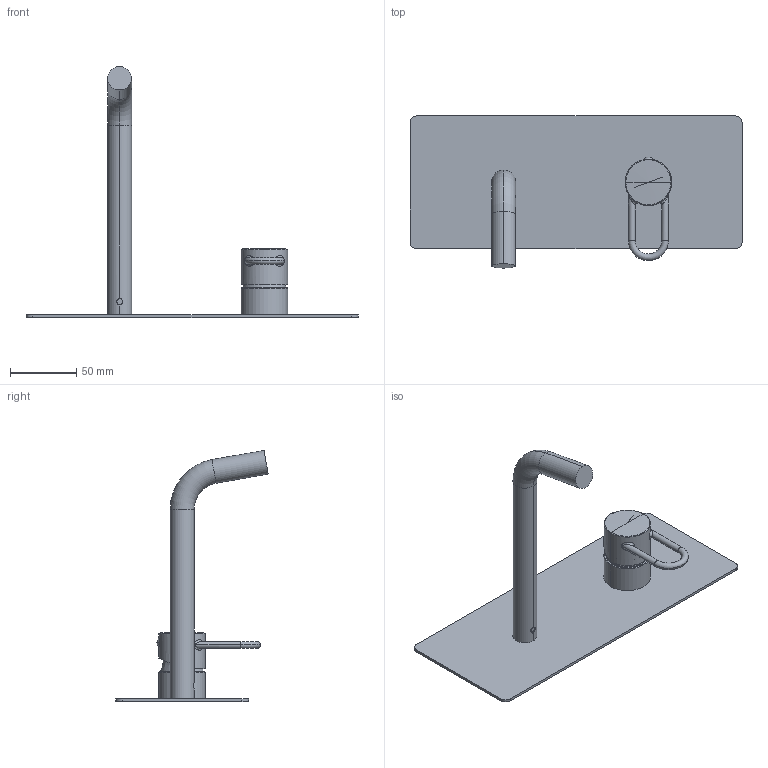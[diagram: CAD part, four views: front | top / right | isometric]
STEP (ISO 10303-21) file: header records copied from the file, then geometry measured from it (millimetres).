
FILE_DESCRIPTION((''),'2;1');
FILE_NAME('JK105CR','2021-02-09T10:43:43',('ut3'),('PAFFONI SpA'),'CREO PARAMETRIC BY PTC INC, 2020044','CREO PARAMETRIC BY PTC INC, 2020044','');
FILE_SCHEMA(('CONFIG_CONTROL_DESIGN','SHAPE_APPEARANCE_LAYERS_GROUPS'));
Length unit declared in the file: millimetre
Products named in the file (1): JK105CR
Bounding box: 250 x 114.78 x 189.08 mm (x, y, z)
Volume: 124707.8 mm3; surface area: 79757.8 mm2
Topology: 2 solids, 2 shells, 184 faces, 435 edges, 262 vertices
Faces by surface type: cylinder 74, plane 55, cone 25, torus 16, bspline 8, sphere 6
Entity records: 8569 total; most frequent: CARTESIAN_POINT 3016, DIRECTION 898, ORIENTED_EDGE 862, EDGE_CURVE 431, AXIS2_PLACEMENT_3D 355, VERTEX_POINT 262, EDGE_LOOP 207, VECTOR 188
